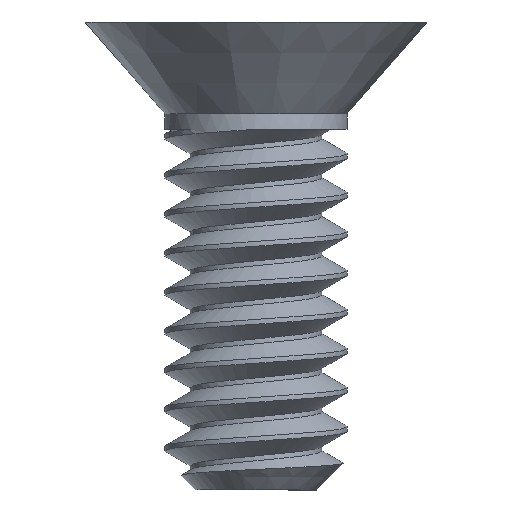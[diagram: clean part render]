
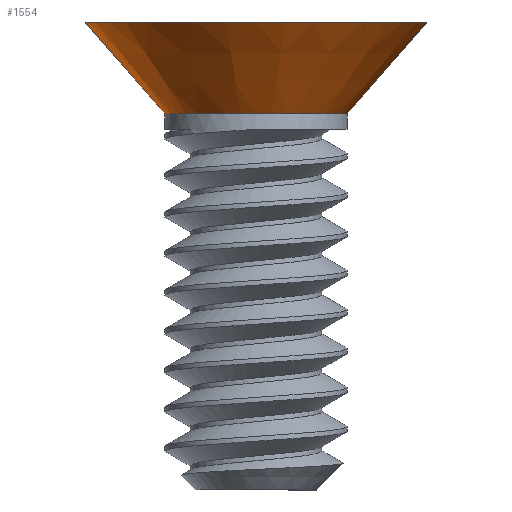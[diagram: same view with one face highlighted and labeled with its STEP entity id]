
A CAD part, left-side view. The second image highlights one B-rep face of the part: STEP entity #1554.
In plain terms, the highlighted conical face has half-angle 41 degrees and reference radius 0.927 mm.
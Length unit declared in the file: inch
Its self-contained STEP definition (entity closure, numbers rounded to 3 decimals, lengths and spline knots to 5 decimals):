
#67 = DIRECTION ( 'NONE',  ( 0., 0., 1. ) ) ;
#83 = CARTESIAN_POINT ( 'NONE',  ( 0., 0., 0.043 ) ) ;
#121 = LINE ( 'NONE', #251, #2687 ) ;
#124 = DIRECTION ( 'NONE',  ( 0., -1., 0. ) ) ;
#126 = CIRCLE ( 'NONE', #295, 0.0365 ) ;
#189 = CARTESIAN_POINT ( 'NONE',  ( 0., -0.0365, 0.00619 ) ) ;
#244 = EDGE_LOOP ( 'NONE', ( #888, #1875, #2922, #2939 ) ) ;
#251 = CARTESIAN_POINT ( 'NONE',  ( 0., -0.0365, 0.00619 ) ) ;
#272 = EDGE_CURVE ( 'NONE', #2703, #2325, #121, .T. ) ;
#295 = AXIS2_PLACEMENT_3D ( 'NONE', #1430, #889, #2863 ) ;
#497 = DIRECTION ( 'NONE',  ( 0., 0.656, 0.755 ) ) ;
#787 = FACE_OUTER_BOUND ( 'NONE', #244, .T. ) ;
#828 = CARTESIAN_POINT ( 'NONE',  ( 0., -0.0685, 0.043 ) ) ;
#888 = ORIENTED_EDGE ( 'NONE', *, *, #2891, .F. ) ;
#889 = DIRECTION ( 'NONE',  ( 0., 0., -1. ) ) ;
#974 = VERTEX_POINT ( 'NONE', #1306 ) ;
#986 = CARTESIAN_POINT ( 'NONE',  ( 0., 0., 0.00619 ) ) ;
#1010 = DIRECTION ( 'NONE',  ( 0., -1., 0. ) ) ;
#1042 = VERTEX_POINT ( 'NONE', #1941 ) ;
#1263 = DIRECTION ( 'NONE',  ( 0., -0.656, 0.755 ) ) ;
#1306 = CARTESIAN_POINT ( 'NONE',  ( 0., 0.0685, 0.043 ) ) ;
#1430 = CARTESIAN_POINT ( 'NONE',  ( 0., 0., 0.00619 ) ) ;
#1554 = ADVANCED_FACE ( 'NONE', ( #787 ), #2416, .T. ) ;
#1781 = DIRECTION ( 'NONE',  ( 0., 0., 1. ) ) ;
#1789 = EDGE_CURVE ( 'NONE', #974, #2325, #2522, .T. ) ;
#1875 = ORIENTED_EDGE ( 'NONE', *, *, #2728, .F. ) ;
#1897 = VECTOR ( 'NONE', #497, 39.37008 ) ;
#1941 = CARTESIAN_POINT ( 'NONE',  ( 0., 0.0365, 0.00619 ) ) ;
#1956 = CARTESIAN_POINT ( 'NONE',  ( 0., 0.0365, 0.00619 ) ) ;
#2325 = VERTEX_POINT ( 'NONE', #828 ) ;
#2371 = AXIS2_PLACEMENT_3D ( 'NONE', #986, #67, #1010 ) ;
#2416 = CONICAL_SURFACE ( 'NONE', #2371, 0.0365, 0.716 ) ;
#2522 = CIRCLE ( 'NONE', #2693, 0.0685 ) ;
#2687 = VECTOR ( 'NONE', #1263, 39.37008 ) ;
#2693 = AXIS2_PLACEMENT_3D ( 'NONE', #83, #1781, #124 ) ;
#2703 = VERTEX_POINT ( 'NONE', #189 ) ;
#2728 = EDGE_CURVE ( 'NONE', #2703, #1042, #126, .T. ) ;
#2863 = DIRECTION ( 'NONE',  ( 0., 1., 0. ) ) ;
#2891 = EDGE_CURVE ( 'NONE', #1042, #974, #2942, .T. ) ;
#2922 = ORIENTED_EDGE ( 'NONE', *, *, #272, .T. ) ;
#2939 = ORIENTED_EDGE ( 'NONE', *, *, #1789, .F. ) ;
#2942 = LINE ( 'NONE', #1956, #1897 ) ;
